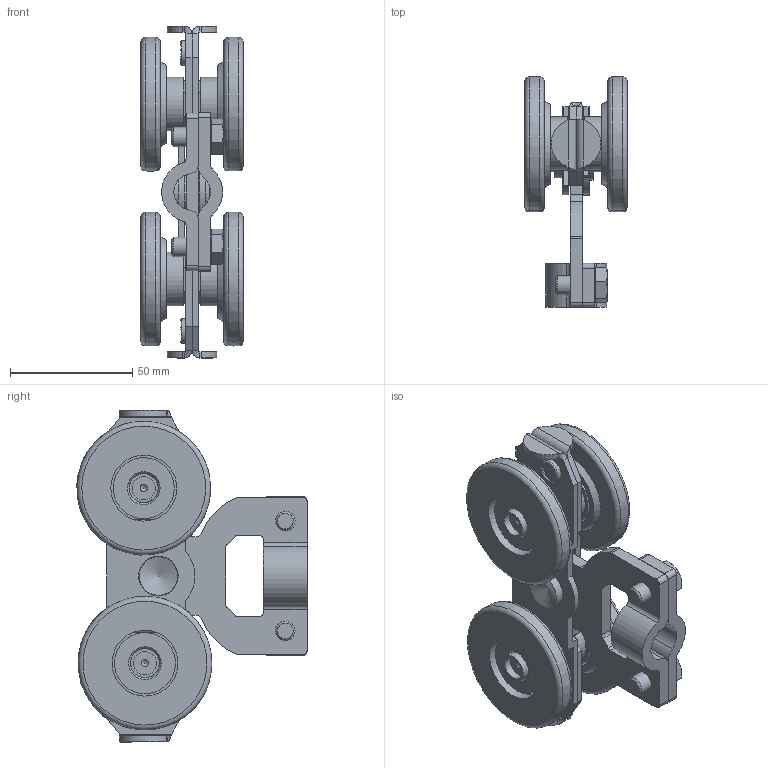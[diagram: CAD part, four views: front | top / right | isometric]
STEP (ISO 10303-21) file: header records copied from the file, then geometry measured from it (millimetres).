
FILE_DESCRIPTION(/* description */ (''),/* implementation_level */ '2;1');
FILE_NAME(/* name */ '2862A.stp',/* time_stamp */ '2019-10-01T15:44:59+02:00',/* author */ ('DBARI'),/* organization */ (''),/* preprocessor_version */ 'ST-DEVELOPER v17.2',/* originating_system */ 'Autodesk Inventor 2019',/* authorisation */ '');
FILE_SCHEMA (('AUTOMOTIVE_DESIGN { 1 0 10303 214 3 1 1 }'));
Length unit declared in the file: millimetre
Products named in the file (9): 2862 A; 16668; 15179_A; 15172; 15338; 15337; 14995; 14996; 04516
Assembly tree (16 placements, depth 2):
  2862 A
    16668  x4
    15179_A
    15172
    15337  x2
    15338  x4
    14995
    14996
    04516  x2
Bounding box: 42 x 94.45 x 136.03 mm (x, y, z)
Volume: 130741.4 mm3; surface area: 73377.8 mm2
Topology: 20 solids, 20 shells, 561 faces, 1478 edges, 983 vertices
Faces by surface type: plane 257, cylinder 187, bspline 52, cone 31, torus 26, sphere 8
Full cylindrical faces by diameter (mm): 1.381 x1, 1.499 x1, 3 x4, 5.2 x4, 6.647 x2, 8 x4, 9 x2, 9.5 x4, 10 x2, 11.63 x2, 11.8 x4, 12 x4, 12.2 x4, 15.8 x1, 16.2 x3, 18 x1, 22 x4, 25 x8, 27 x8
Entity records: 17264 total; most frequent: CARTESIAN_POINT 5600, ORIENTED_EDGE 2384, DIRECTION 2304, EDGE_CURVE 1192, AXIS2_PLACEMENT_3D 798, VERTEX_POINT 782, LINE 708, VECTOR 708
